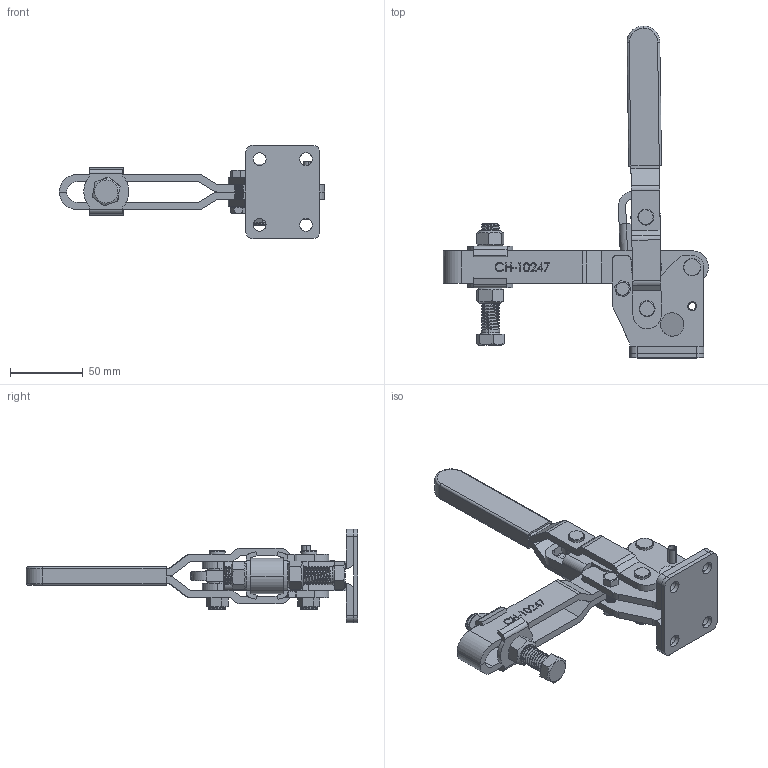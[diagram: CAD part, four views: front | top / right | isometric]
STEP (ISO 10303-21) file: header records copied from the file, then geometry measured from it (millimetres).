
FILE_DESCRIPTION (( 'STEP AP203' ), '1' );
FILE_NAME ('CH-10247.STEP', '2017-11-06T08:14:51', ( 'Windows' ), ( 'Microsoft' ), 'SwSTEP 2.0', 'SolidWorks 2015', '' );
FILE_SCHEMA (( 'CONFIG_CONTROL_DESIGN' ));
Length unit declared in the file: millimetre
Products named in the file (18): CH-10247-10; M6 Nut; CH-SA-062510 SPINDLE SUPPLIED; CH-10247-07; CH-SA-12300 Nut; CH-10247-05; CH-FW-120; CH-10247-09; CH-SA-12300 SPINDLE SUPPLIED; CH-10247-11; CH-10247-01 FLANGED BASE; CH-10247; CH-10247-03 HANDLE; CH-10247-02 U-BAR; CH-10247-08; CH-10247-06; 3-8-16 LOCK NUT; CH-10247-04 CONNECTING-PLATE
Assembly tree (23 placements, depth 2):
  CH-10247
    CH-10247-01 FLANGED BASE
    CH-10247-02 U-BAR
    CH-10247-06  x2
    CH-10247-04 CONNECTING-PLATE
    M6 Nut
    CH-10247-07
    CH-10247-05
    CH-10247-09
    CH-10247-11  x2
    CH-10247-03 HANDLE
    CH-10247-08  x2
    3-8-16 LOCK NUT  x2
    CH-10247-10
    CH-SA-062510 SPINDLE SUPPLIED
    CH-SA-12300 Nut  x2
    CH-FW-120  x2
    CH-SA-12300 SPINDLE SUPPLIED
Bounding box: 182.05 x 227.88 x 64.2 mm (x, y, z)
Volume: 183223.8 mm3; surface area: 116282.3 mm2
Topology: 27 solids, 27 shells, 1065 faces, 2865 edges, 1889 vertices
Faces by surface type: cylinder 394, plane 374, bspline 174, cone 111, torus 12
Entity records: 45139 total; most frequent: CARTESIAN_POINT 21375, ORIENTED_EDGE 5042, DIRECTION 3790, EDGE_CURVE 2521, VERTEX_POINT 1666, LINE 1280, VECTOR 1280, AXIS2_PLACEMENT_3D 1255
